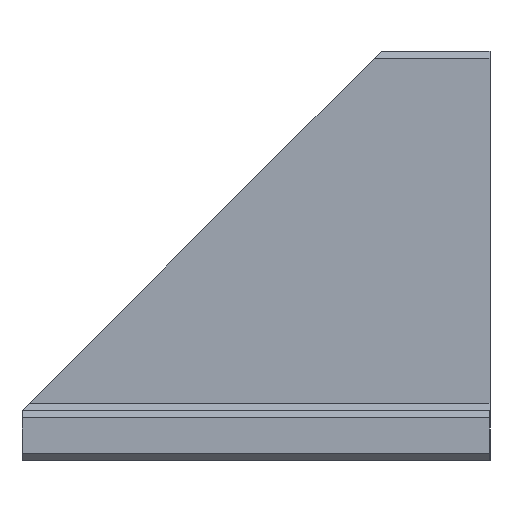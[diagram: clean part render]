
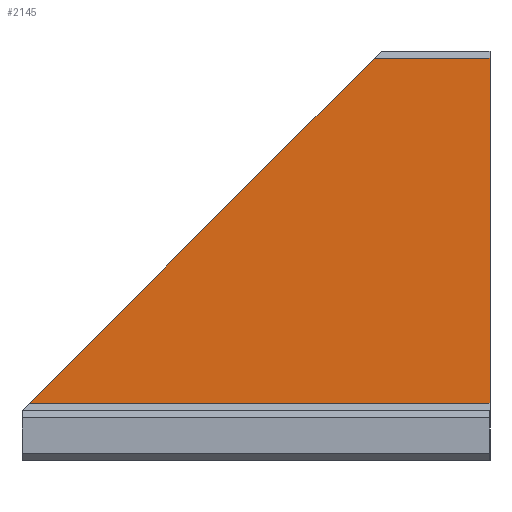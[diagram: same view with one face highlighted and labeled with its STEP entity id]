
A CAD part, left-side view. The second image highlights one B-rep face of the part: STEP entity #2145.
In plain terms, the highlighted planar face has unit normal (-1, 0, 0).
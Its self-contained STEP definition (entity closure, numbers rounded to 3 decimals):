
#44 = PLANE('',#45);
#45 = AXIS2_PLACEMENT_3D('',#46,#47,#48);
#46 = CARTESIAN_POINT('',(-30.15,40.2,-3.9));
#47 = DIRECTION('',(0.,-0.707,-0.707));
#48 = DIRECTION('',(1.,0.,0.));
#362 = VERTEX_POINT('',#363);
#363 = CARTESIAN_POINT('',(-31.15,64.25,-27.95));
#377 = PLANE('',#378);
#378 = AXIS2_PLACEMENT_3D('',#379,#380,#381);
#379 = CARTESIAN_POINT('',(-31.65,0.,-28.45));
#380 = DIRECTION('',(0.707,0.,-0.707));
#381 = DIRECTION('',(0.,1.,0.));
#471 = VERTEX_POINT('',#472);
#472 = CARTESIAN_POINT('',(-31.15,16.15,20.15));
#486 = PLANE('',#487);
#487 = AXIS2_PLACEMENT_3D('',#488,#489,#490);
#488 = CARTESIAN_POINT('',(-30.65,0.,20.65));
#489 = DIRECTION('',(0.707,0.,-0.707));
#490 = DIRECTION('',(-0.,-1.,-0.));
#498 = EDGE_CURVE('',#362,#471,#499,.T.);
#499 = SURFACE_CURVE('',#500,(#504,#511),.PCURVE_S1.);
#500 = LINE('',#501,#502);
#501 = CARTESIAN_POINT('',(-31.15,21.638,14.663));
#502 = VECTOR('',#503,1.);
#503 = DIRECTION('',(0.,-0.707,0.707));
#504 = PCURVE('',#44,#505);
#505 = DEFINITIONAL_REPRESENTATION('',(#506),#510);
#506 = LINE('',#507,#508);
#507 = CARTESIAN_POINT('',(-1.,26.251));
#508 = VECTOR('',#509,1.);
#509 = DIRECTION('',(0.,1.));
#510 = ( GEOMETRIC_REPRESENTATION_CONTEXT(2) 
PARAMETRIC_REPRESENTATION_CONTEXT() REPRESENTATION_CONTEXT('2D SPACE',''
  ) );
#511 = PCURVE('',#512,#517);
#512 = PLANE('',#513);
#513 = AXIS2_PLACEMENT_3D('',#514,#515,#516);
#514 = CARTESIAN_POINT('',(-31.15,-1.,29.15));
#515 = DIRECTION('',(-1.,0.,0.));
#516 = DIRECTION('',(0.,0.,-1.));
#517 = DEFINITIONAL_REPRESENTATION('',(#518),#522);
#518 = LINE('',#519,#520);
#519 = CARTESIAN_POINT('',(14.488,-22.638));
#520 = VECTOR('',#521,1.);
#521 = DIRECTION('',(-0.707,0.707));
#522 = ( GEOMETRIC_REPRESENTATION_CONTEXT(2) 
PARAMETRIC_REPRESENTATION_CONTEXT() REPRESENTATION_CONTEXT('2D SPACE',''
  ) );
#1021 = PLANE('',#1022);
#1022 = AXIS2_PLACEMENT_3D('',#1023,#1024,#1025);
#1023 = CARTESIAN_POINT('',(0.,0.,-7.4));
#1024 = DIRECTION('',(0.,1.,0.));
#1025 = DIRECTION('',(0.,0.,1.));
#2100 = EDGE_CURVE('',#2101,#362,#2103,.T.);
#2101 = VERTEX_POINT('',#2102);
#2102 = CARTESIAN_POINT('',(-31.15,0.,-27.95));
#2103 = SURFACE_CURVE('',#2104,(#2108,#2115),.PCURVE_S1.);
#2104 = LINE('',#2105,#2106);
#2105 = CARTESIAN_POINT('',(-31.15,0.,-27.95));
#2106 = VECTOR('',#2107,1.);
#2107 = DIRECTION('',(0.,1.,0.));
#2108 = PCURVE('',#377,#2109);
#2109 = DEFINITIONAL_REPRESENTATION('',(#2110),#2114);
#2110 = LINE('',#2111,#2112);
#2111 = CARTESIAN_POINT('',(0.,0.707));
#2112 = VECTOR('',#2113,1.);
#2113 = DIRECTION('',(1.,0.));
#2114 = ( GEOMETRIC_REPRESENTATION_CONTEXT(2) 
PARAMETRIC_REPRESENTATION_CONTEXT() REPRESENTATION_CONTEXT('2D SPACE',''
  ) );
#2115 = PCURVE('',#512,#2116);
#2116 = DEFINITIONAL_REPRESENTATION('',(#2117),#2121);
#2117 = LINE('',#2118,#2119);
#2118 = CARTESIAN_POINT('',(57.1,-1.));
#2119 = VECTOR('',#2120,1.);
#2120 = DIRECTION('',(0.,-1.));
#2121 = ( GEOMETRIC_REPRESENTATION_CONTEXT(2) 
PARAMETRIC_REPRESENTATION_CONTEXT() REPRESENTATION_CONTEXT('2D SPACE',''
  ) );
#2145 = ADVANCED_FACE('',(#2146),#512,.T.);
#2146 = FACE_BOUND('',#2147,.T.);
#2147 = EDGE_LOOP('',(#2148,#2149,#2170,#2191));
#2148 = ORIENTED_EDGE('',*,*,#2100,.F.);
#2149 = ORIENTED_EDGE('',*,*,#2150,.T.);
#2150 = EDGE_CURVE('',#2101,#2151,#2153,.T.);
#2151 = VERTEX_POINT('',#2152);
#2152 = CARTESIAN_POINT('',(-31.15,0.,20.15));
#2153 = SURFACE_CURVE('',#2154,(#2158,#2164),.PCURVE_S1.);
#2154 = LINE('',#2155,#2156);
#2155 = CARTESIAN_POINT('',(-31.15,0.,10.875));
#2156 = VECTOR('',#2157,1.);
#2157 = DIRECTION('',(0.,0.,1.));
#2158 = PCURVE('',#512,#2159);
#2159 = DEFINITIONAL_REPRESENTATION('',(#2160),#2163);
#2160 = B_SPLINE_CURVE_WITH_KNOTS('',1,(#2161,#2162),.UNSPECIFIED.,.F.,
  .F.,(2,2),(-39.825,10.275),.PIECEWISE_BEZIER_KNOTS.);
#2161 = CARTESIAN_POINT('',(58.1,-1.));
#2162 = CARTESIAN_POINT('',(8.,-1.));
#2163 = ( GEOMETRIC_REPRESENTATION_CONTEXT(2) 
PARAMETRIC_REPRESENTATION_CONTEXT() REPRESENTATION_CONTEXT('2D SPACE',''
  ) );
#2164 = PCURVE('',#1021,#2165);
#2165 = DEFINITIONAL_REPRESENTATION('',(#2166),#2169);
#2166 = B_SPLINE_CURVE_WITH_KNOTS('',1,(#2167,#2168),.UNSPECIFIED.,.F.,
  .F.,(2,2),(-39.825,10.275),.PIECEWISE_BEZIER_KNOTS.);
#2167 = CARTESIAN_POINT('',(-21.55,-31.15));
#2168 = CARTESIAN_POINT('',(28.55,-31.15));
#2169 = ( GEOMETRIC_REPRESENTATION_CONTEXT(2) 
PARAMETRIC_REPRESENTATION_CONTEXT() REPRESENTATION_CONTEXT('2D SPACE',''
  ) );
#2170 = ORIENTED_EDGE('',*,*,#2171,.T.);
#2171 = EDGE_CURVE('',#2151,#471,#2172,.T.);
#2172 = SURFACE_CURVE('',#2173,(#2177,#2184),.PCURVE_S1.);
#2173 = LINE('',#2174,#2175);
#2174 = CARTESIAN_POINT('',(-31.15,0.,20.15));
#2175 = VECTOR('',#2176,1.);
#2176 = DIRECTION('',(0.,1.,0.));
#2177 = PCURVE('',#512,#2178);
#2178 = DEFINITIONAL_REPRESENTATION('',(#2179),#2183);
#2179 = LINE('',#2180,#2181);
#2180 = CARTESIAN_POINT('',(9.,-1.));
#2181 = VECTOR('',#2182,1.);
#2182 = DIRECTION('',(0.,-1.));
#2183 = ( GEOMETRIC_REPRESENTATION_CONTEXT(2) 
PARAMETRIC_REPRESENTATION_CONTEXT() REPRESENTATION_CONTEXT('2D SPACE',''
  ) );
#2184 = PCURVE('',#486,#2185);
#2185 = DEFINITIONAL_REPRESENTATION('',(#2186),#2190);
#2186 = LINE('',#2187,#2188);
#2187 = CARTESIAN_POINT('',(-0.,0.707));
#2188 = VECTOR('',#2189,1.);
#2189 = DIRECTION('',(-1.,0.));
#2190 = ( GEOMETRIC_REPRESENTATION_CONTEXT(2) 
PARAMETRIC_REPRESENTATION_CONTEXT() REPRESENTATION_CONTEXT('2D SPACE',''
  ) );
#2191 = ORIENTED_EDGE('',*,*,#498,.F.);
